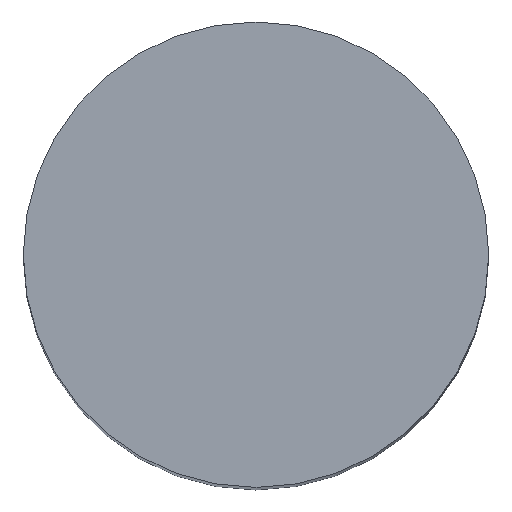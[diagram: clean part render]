
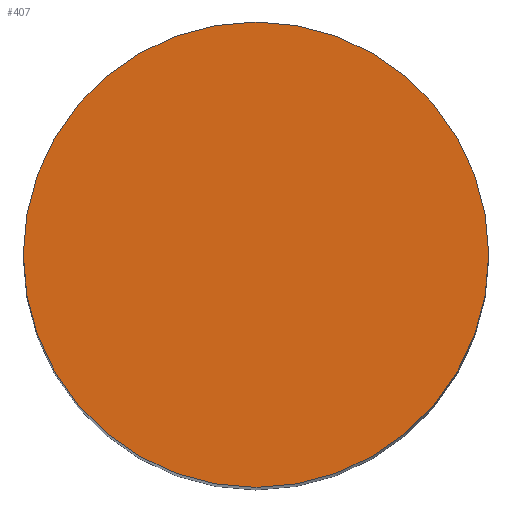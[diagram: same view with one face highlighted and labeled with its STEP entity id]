
A CAD part, top view. The second image highlights one B-rep face of the part: STEP entity #407.
In plain terms, the highlighted planar face has unit normal (0, 0, 1).
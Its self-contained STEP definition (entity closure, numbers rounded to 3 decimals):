
#4 = DIRECTION ( 'NONE',  ( 1., 0., 0. ) ) ;
#60 = CARTESIAN_POINT ( 'NONE',  ( 3., 0., 19. ) ) ;
#72 = DIRECTION ( 'NONE',  ( 0., 0., 1. ) ) ;
#78 = VERTEX_POINT ( 'NONE', #60 ) ;
#79 = CARTESIAN_POINT ( 'NONE',  ( 0., 0., 19. ) ) ;
#118 = EDGE_CURVE ( 'NONE', #78, #340, #308, .T. ) ;
#139 = CARTESIAN_POINT ( 'NONE',  ( 0., 0., 19. ) ) ;
#188 = FACE_OUTER_BOUND ( 'NONE', #358, .T. ) ;
#192 = AXIS2_PLACEMENT_3D ( 'NONE', #79, #408, #341 ) ;
#216 = PLANE ( 'NONE',  #343 ) ;
#225 = CARTESIAN_POINT ( 'NONE',  ( -3., 0., 19. ) ) ;
#243 = ORIENTED_EDGE ( 'NONE', *, *, #118, .T. ) ;
#250 = EDGE_CURVE ( 'NONE', #340, #78, #393, .T. ) ;
#278 = DIRECTION ( 'NONE',  ( 0., 0., 1. ) ) ;
#279 = CARTESIAN_POINT ( 'NONE',  ( 0., 0., 19. ) ) ;
#308 = CIRCLE ( 'NONE', #192, 3. ) ;
#340 = VERTEX_POINT ( 'NONE', #225 ) ;
#341 = DIRECTION ( 'NONE',  ( 1., 0., 0. ) ) ;
#343 = AXIS2_PLACEMENT_3D ( 'NONE', #279, #278, #418 ) ;
#358 = EDGE_LOOP ( 'NONE', ( #371, #243 ) ) ;
#371 = ORIENTED_EDGE ( 'NONE', *, *, #250, .T. ) ;
#393 = CIRCLE ( 'NONE', #402, 3. ) ;
#402 = AXIS2_PLACEMENT_3D ( 'NONE', #139, #72, #4 ) ;
#407 = ADVANCED_FACE ( 'NONE', ( #188 ), #216, .T. ) ;
#408 = DIRECTION ( 'NONE',  ( 0., 0., 1. ) ) ;
#418 = DIRECTION ( 'NONE',  ( 1., 0., 0. ) ) ;
